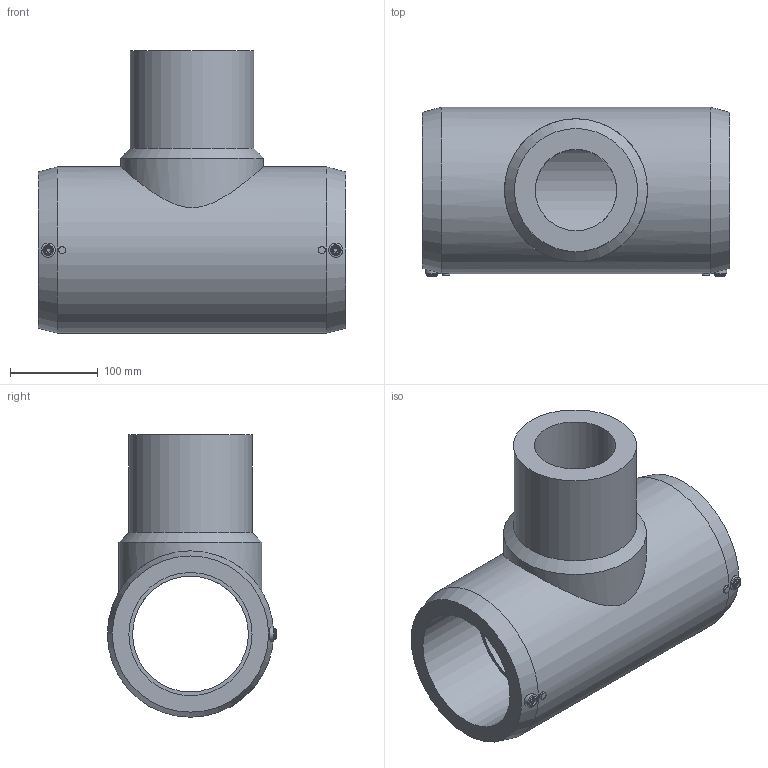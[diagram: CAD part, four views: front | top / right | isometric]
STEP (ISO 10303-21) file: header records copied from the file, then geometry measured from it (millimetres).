
FILE_DESCRIPTION(/* description */ ('STEP AP203'),/* implementation_level */ '2;1');
FILE_NAME(/* name */ '70176014011(architecture400)',/* time_stamp */ '2022-08-26T15:21:26+02:00',/* author */ ('License CC BY-ND 4.0'),/* organization */ ('CADENAS'),/* preprocessor_version */ 'ST-DEVELOPER v18.102',/* originating_system */ 'PARTsolutions',/* authorisation */ ' ');
FILE_SCHEMA (('CONFIG_CONTROL_DESIGN'));
Length unit declared in the file: millimetre
Products named in the file (1): 70176014011(architecture400)
Bounding box: 349 x 192.5 x 321 mm (x, y, z)
Volume: 5870006.1 mm3; surface area: 478756.6 mm2
Topology: 1 solids, 1 shells, 37 faces, 66 edges, 42 vertices
Faces by surface type: cylinder 17, plane 13, cone 7
Full cylindrical faces by diameter (mm): 5 x2, 8 x4, 12 x2, 16 x2, 92.4 x1, 131.6 x1, 140 x3, 162.54 x1, 189 x1
Entity records: 959 total; most frequent: CARTESIAN_POINT 299, DIRECTION 140, ORIENTED_EDGE 76, EDGE_LOOP 76, FACE_BOUND 76, AXIS2_PLACEMENT_3D 70, EDGE_CURVE 38, VERTEX_POINT 38
